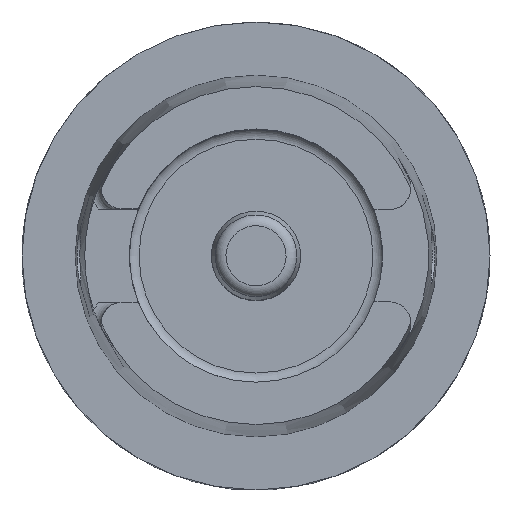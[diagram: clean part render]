
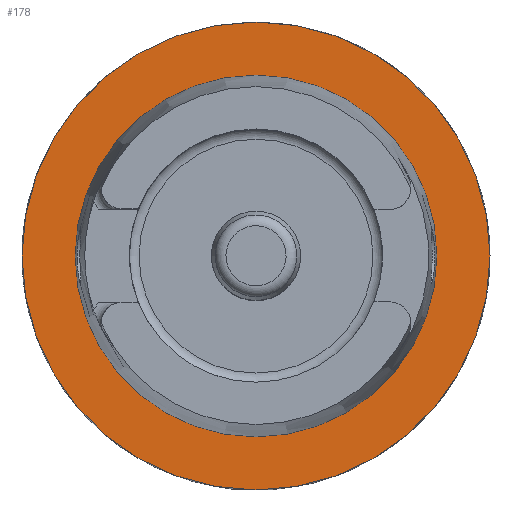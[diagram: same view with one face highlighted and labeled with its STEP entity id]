
A CAD part, top view. The second image highlights one B-rep face of the part: STEP entity #178.
In plain terms, the highlighted planar face has unit normal (0, 0, 1).
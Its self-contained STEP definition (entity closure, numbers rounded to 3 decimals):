
#59=PLANE('',#1409);
#178=ADVANCED_FACE('',(#246,#247),#59,.F.);
#246=FACE_BOUND('',#326,.T.);
#247=FACE_BOUND('',#327,.T.);
#326=EDGE_LOOP('',(#698));
#327=EDGE_LOOP('',(#699));
#418=CIRCLE('',#1343,31.47);
#443=CIRCLE('',#1408,24.321);
#698=ORIENTED_EDGE('',*,*,#982,.F.);
#699=ORIENTED_EDGE('',*,*,#1078,.F.);
#854=VERTEX_POINT('',#1907);
#915=VERTEX_POINT('',#2164);
#982=EDGE_CURVE('',#854,#854,#418,.T.);
#1078=EDGE_CURVE('',#915,#915,#443,.T.);
#1343=AXIS2_PLACEMENT_3D('',#1906,#1500,#1501);
#1408=AXIS2_PLACEMENT_3D('',#2163,#1689,#1690);
#1409=AXIS2_PLACEMENT_3D('',#2165,#1691,#1692);
#1500=DIRECTION('',(0.,0.,-1.));
#1501=DIRECTION('',(-1.,0.,0.));
#1689=DIRECTION('',(0.,0.,1.));
#1690=DIRECTION('',(-1.,0.,0.));
#1691=DIRECTION('',(0.,0.,-1.));
#1692=DIRECTION('',(-1.,0.,0.));
#1906=CARTESIAN_POINT('',(0.,0.,0.));
#1907=CARTESIAN_POINT('',(-31.47,0.,0.));
#2163=CARTESIAN_POINT('',(0.,0.,0.));
#2164=CARTESIAN_POINT('',(-24.321,0.,0.));
#2165=CARTESIAN_POINT('',(0.,-25.43,0.));
